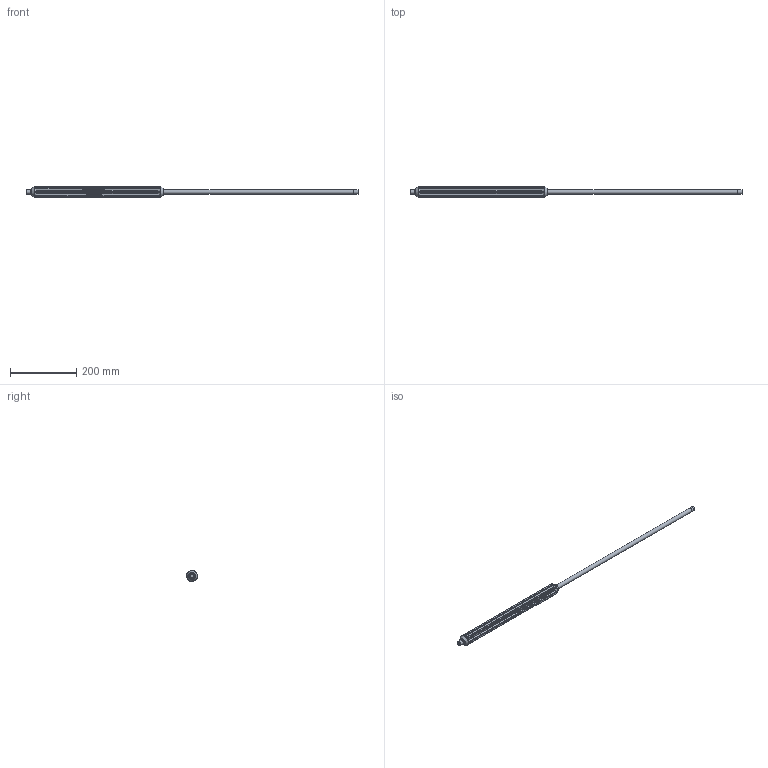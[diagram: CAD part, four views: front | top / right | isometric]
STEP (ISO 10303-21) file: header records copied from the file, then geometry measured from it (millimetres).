
FILE_DESCRIPTION(/* description */ ('Unknown'),/* implementation_level */ '2;1');
FILE_NAME(/* name */ '070010010_Rohr umspritzt_31_05_2023',/* time_stamp */ '2023-05-31T14:04:55+02:00',/* author */ ('Unknown'),/* organization */ ('Unknown'),/* preprocessor_version */ 'ST-DEVELOPER v18.102',/* originating_system */ 'Solid Edge',/* authorisation */ 'Unknown');
FILE_SCHEMA (('AUTOMOTIVE_DESIGN {1 0 10303 214 3 1 1}'));
Length unit declared in the file: millimetre
Products named in the file (1): 070010010_ausgefüllt
Bounding box: 1000 x 33 x 33 mm (x, y, z)
Volume: 344314 mm3; surface area: 69276.7 mm2
Topology: 1 solids, 1 shells, 430 faces, 1087 edges, 719 vertices
Faces by surface type: plane 278, bspline 84, cylinder 30, torus 20, cone 18
Full cylindrical faces by diameter (mm): 9.7 x2, 12.7 x2, 13.16 x2
Entity records: 20028 total; most frequent: CARTESIAN_POINT 8301, ORIENTED_EDGE 2108, DIRECTION 1150, EDGE_CURVE 1054, VERTEX_POINT 714, B_SPLINE_CURVE_WITH_KNOTS 672, EDGE_LOOP 518, FACE_BOUND 518
